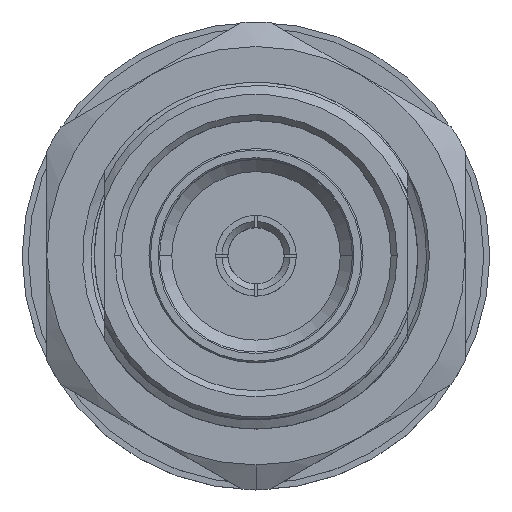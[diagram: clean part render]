
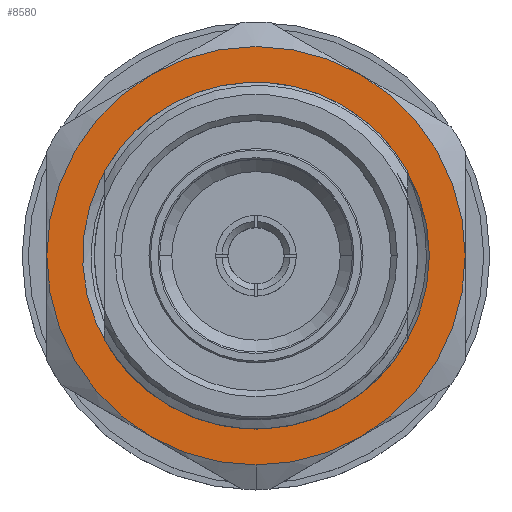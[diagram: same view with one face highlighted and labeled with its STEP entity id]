
A CAD part, top view. The second image highlights one B-rep face of the part: STEP entity #8580.
In plain terms, the highlighted planar face has unit normal (0, 0, 1).
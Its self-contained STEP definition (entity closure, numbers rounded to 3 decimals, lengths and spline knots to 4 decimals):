
#637 = DIRECTION ( 'NONE',  ( 0., 0., 1. ) ) ;
#664 = DIRECTION ( 'NONE',  ( 0., -1., 0. ) ) ;
#1152 = AXIS2_PLACEMENT_3D ( 'NONE', #28320, #24758, #21452 ) ;
#1602 = AXIS2_PLACEMENT_3D ( 'NONE', #34804, #38860, #42660 ) ;
#4733 = CARTESIAN_POINT ( 'NONE',  ( 0., 0., -0.2233 ) ) ;
#5463 = CARTESIAN_POINT ( 'NONE',  ( 0., 0., -0.2233 ) ) ;
#5601 = CARTESIAN_POINT ( 'NONE',  ( 0., 0., -0.2233 ) ) ;
#5799 = EDGE_CURVE ( 'NONE', #37651, #34679, #27973, .T. ) ;
#5827 = VERTEX_POINT ( 'NONE', #44522 ) ;
#6218 = DIRECTION ( 'NONE',  ( 0., -1., 0. ) ) ;
#6830 = DIRECTION ( 'NONE',  ( 0., 0., 1. ) ) ;
#7909 = CARTESIAN_POINT ( 'NONE',  ( 0., -0.5709, -0.2233 ) ) ;
#8580 = ADVANCED_FACE ( 'NONE', ( #44598, #45094 ), #49152, .T. ) ;
#9151 = EDGE_CURVE ( 'NONE', #5827, #31546, #23458, .T. ) ;
#9262 = DIRECTION ( 'NONE',  ( 0., -1., 0. ) ) ;
#10021 = DIRECTION ( 'NONE',  ( 0., 0., 1. ) ) ;
#11166 = ORIENTED_EDGE ( 'NONE', *, *, #16609, .T. ) ;
#11721 = CIRCLE ( 'NONE', #18177, 0.689 ) ;
#11787 = AXIS2_PLACEMENT_3D ( 'NONE', #4733, #46842, #664 ) ;
#12699 = EDGE_LOOP ( 'NONE', ( #36435, #40994, #46845 ) ) ;
#14166 = CARTESIAN_POINT ( 'NONE',  ( -0.689, 0.3978, -0.2233 ) ) ;
#14434 = ORIENTED_EDGE ( 'NONE', *, *, #42648, .T. ) ;
#14483 = CARTESIAN_POINT ( 'NONE',  ( 0., 0.5709, -0.2233 ) ) ;
#15024 = AXIS2_PLACEMENT_3D ( 'NONE', #24483, #28297, #40710 ) ;
#15556 = DIRECTION ( 'NONE',  ( 0., 0., 1. ) ) ;
#15918 = AXIS2_PLACEMENT_3D ( 'NONE', #30137, #6830, #45620 ) ;
#16609 = EDGE_CURVE ( 'NONE', #22825, #44588, #11721, .T. ) ;
#17111 = CARTESIAN_POINT ( 'NONE',  ( -0.689, 0., -0.2233 ) ) ;
#17414 = CARTESIAN_POINT ( 'NONE',  ( -0.3445, -0.5967, -0.2233 ) ) ;
#17848 = CIRCLE ( 'NONE', #21890, 0.689 ) ;
#18177 = AXIS2_PLACEMENT_3D ( 'NONE', #5601, #32720, #29148 ) ;
#19597 = CARTESIAN_POINT ( 'NONE',  ( 0., 0., -0.2233 ) ) ;
#20671 = CARTESIAN_POINT ( 'NONE',  ( 0., -0.689, -0.2233 ) ) ;
#20926 = CARTESIAN_POINT ( 'NONE',  ( 0., 0., -0.2233 ) ) ;
#21061 = ORIENTED_EDGE ( 'NONE', *, *, #46013, .T. ) ;
#21452 = DIRECTION ( 'NONE',  ( 0., -1., 0. ) ) ;
#21648 = EDGE_CURVE ( 'NONE', #26678, #5827, #17848, .T. ) ;
#21890 = AXIS2_PLACEMENT_3D ( 'NONE', #39807, #32202, #43360 ) ;
#22211 = AXIS2_PLACEMENT_3D ( 'NONE', #5463, #637, #9262 ) ;
#22825 = VERTEX_POINT ( 'NONE', #33091 ) ;
#23006 = CIRCLE ( 'NONE', #1152, 0.5709 ) ;
#23330 = VERTEX_POINT ( 'NONE', #20671 ) ;
#23458 = CIRCLE ( 'NONE', #1602, 0.689 ) ;
#24002 = AXIS2_PLACEMENT_3D ( 'NONE', #19597, #15556, #31006 ) ;
#24483 = CARTESIAN_POINT ( 'NONE',  ( 0., 0., -0.2233 ) ) ;
#24716 = CIRCLE ( 'NONE', #11787, 0.5709 ) ;
#24758 = DIRECTION ( 'NONE',  ( 0., 0., 1. ) ) ;
#25876 = AXIS2_PLACEMENT_3D ( 'NONE', #14166, #33186, #40303 ) ;
#26448 = AXIS2_PLACEMENT_3D ( 'NONE', #20926, #10021, #6218 ) ;
#26534 = ORIENTED_EDGE ( 'NONE', *, *, #21648, .T. ) ;
#26678 = VERTEX_POINT ( 'NONE', #37253 ) ;
#27625 = CARTESIAN_POINT ( 'NONE',  ( -0.4037, 0.4037, -0.2233 ) ) ;
#27973 = CIRCLE ( 'NONE', #15024, 0.5709 ) ;
#28297 = DIRECTION ( 'NONE',  ( 0., 0., 1. ) ) ;
#28320 = CARTESIAN_POINT ( 'NONE',  ( 0., 0., -0.2233 ) ) ;
#28658 = EDGE_CURVE ( 'NONE', #34679, #29905, #23006, .T. ) ;
#28803 = EDGE_LOOP ( 'NONE', ( #38153, #14434, #11166, #39816, #26534, #41107, #21061 ) ) ;
#29148 = DIRECTION ( 'NONE',  ( 0., -1., 0. ) ) ;
#29905 = VERTEX_POINT ( 'NONE', #14483 ) ;
#30137 = CARTESIAN_POINT ( 'NONE',  ( 0., 0., -0.2233 ) ) ;
#30582 = VERTEX_POINT ( 'NONE', #17414 ) ;
#31006 = DIRECTION ( 'NONE',  ( 0., -1., 0. ) ) ;
#31546 = VERTEX_POINT ( 'NONE', #17111 ) ;
#32202 = DIRECTION ( 'NONE',  ( 0., 0., 1. ) ) ;
#32403 = EDGE_CURVE ( 'NONE', #30582, #23330, #33588, .T. ) ;
#32720 = DIRECTION ( 'NONE',  ( 0., 0., 1. ) ) ;
#33091 = CARTESIAN_POINT ( 'NONE',  ( 0.3445, -0.5967, -0.2233 ) ) ;
#33094 = CARTESIAN_POINT ( 'NONE',  ( 0.689, 0., -0.2233 ) ) ;
#33186 = DIRECTION ( 'NONE',  ( 0., 0., 1. ) ) ;
#33588 = CIRCLE ( 'NONE', #22211, 0.689 ) ;
#34532 = CIRCLE ( 'NONE', #15918, 0.689 ) ;
#34679 = VERTEX_POINT ( 'NONE', #7909 ) ;
#34804 = CARTESIAN_POINT ( 'NONE',  ( 0., 0., -0.2233 ) ) ;
#35138 = EDGE_CURVE ( 'NONE', #29905, #37651, #24716, .T. ) ;
#36435 = ORIENTED_EDGE ( 'NONE', *, *, #5799, .F. ) ;
#37253 = CARTESIAN_POINT ( 'NONE',  ( 0.3445, 0.5967, -0.2233 ) ) ;
#37651 = VERTEX_POINT ( 'NONE', #27625 ) ;
#38153 = ORIENTED_EDGE ( 'NONE', *, *, #32403, .T. ) ;
#38589 = EDGE_CURVE ( 'NONE', #44588, #26678, #34532, .T. ) ;
#38860 = DIRECTION ( 'NONE',  ( 0., 0., 1. ) ) ;
#39807 = CARTESIAN_POINT ( 'NONE',  ( 0., 0., -0.2233 ) ) ;
#39816 = ORIENTED_EDGE ( 'NONE', *, *, #38589, .T. ) ;
#40303 = DIRECTION ( 'NONE',  ( 0., -1., 0. ) ) ;
#40710 = DIRECTION ( 'NONE',  ( 0., -1., 0. ) ) ;
#40994 = ORIENTED_EDGE ( 'NONE', *, *, #35138, .F. ) ;
#41107 = ORIENTED_EDGE ( 'NONE', *, *, #9151, .T. ) ;
#42648 = EDGE_CURVE ( 'NONE', #23330, #22825, #45881, .T. ) ;
#42660 = DIRECTION ( 'NONE',  ( 0., -1., 0. ) ) ;
#43360 = DIRECTION ( 'NONE',  ( 0., -1., 0. ) ) ;
#44522 = CARTESIAN_POINT ( 'NONE',  ( -0.3445, 0.5967, -0.2233 ) ) ;
#44588 = VERTEX_POINT ( 'NONE', #33094 ) ;
#44598 = FACE_BOUND ( 'NONE', #12699, .T. ) ;
#45094 = FACE_OUTER_BOUND ( 'NONE', #28803, .T. ) ;
#45620 = DIRECTION ( 'NONE',  ( 0., -1., 0. ) ) ;
#45881 = CIRCLE ( 'NONE', #24002, 0.689 ) ;
#46013 = EDGE_CURVE ( 'NONE', #31546, #30582, #48351, .T. ) ;
#46842 = DIRECTION ( 'NONE',  ( 0., 0., 1. ) ) ;
#46845 = ORIENTED_EDGE ( 'NONE', *, *, #28658, .F. ) ;
#48351 = CIRCLE ( 'NONE', #26448, 0.689 ) ;
#49152 = PLANE ( 'NONE',  #25876 ) ;
